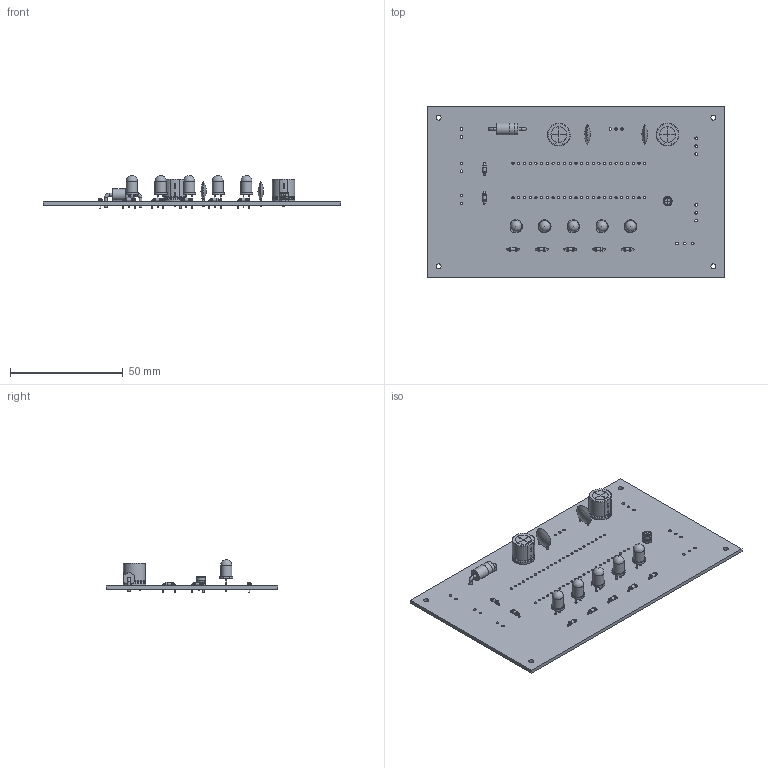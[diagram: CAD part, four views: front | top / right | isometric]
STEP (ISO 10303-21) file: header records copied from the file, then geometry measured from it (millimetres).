
FILE_DESCRIPTION(('KiCad electronic assembly'),'2;1');
FILE_NAME('Stewie_Main.step','2023-05-07T06:03:28',('Pcbnew'),('Kicad'), 'Open CASCADE STEP processor 7.6','KiCad to STEP converter','Unknown' );
FILE_SCHEMA(('AUTOMOTIVE_DESIGN { 1 0 10303 214 1 1 1 1 }'));
Length unit declared in the file: millimetre
Products named in the file (14): Stewie_Main 1; D_DO-201AD_P15.24mm_Horizontal; SOLID; R_Axial_DIN0204_L3.6mm_D1.6mm_P5.08mm_Horizontal; LED_D5.0mm; CP_Radial_D4.0mm_P2.00mm; CP_Radial_D10.0mm_P5.00mm; C_Disc_D9.0mm_W2.5mm_P5.00mm; Stewie_Main PCB
Assembly tree (25 placements, depth 3):
  Stewie_Main 1
    D_DO-201AD_P15.24mm_Horizontal
      SOLID
    R_Axial_DIN0204_L3.6mm_D1.6mm_P5.08mm_Horizontal  x7
      SOLID
    LED_D5.0mm  x5
      SOLID
    CP_Radial_D4.0mm_P2.00mm
      SOLID
    CP_Radial_D10.0mm_P5.00mm  x2
      SOLID
    C_Disc_D9.0mm_W2.5mm_P5.00mm  x2
      SOLID
    Stewie_Main PCB
Bounding box: 132.08 x 76.2 x 14.6 mm (x, y, z)
Volume: 18754.1 mm3; surface area: 24094.3 mm2
Topology: 19 solids, 22 shells, 474 faces, 1080 edges, 696 vertices
Faces by surface type: cylinder 204, plane 193, torus 36, bspline 18, revolution 14, sphere 9
Full cylindrical faces by diameter (mm): 0.3 x2, 0.5 x18, 0.6 x2, 0.7 x18, 0.8 x4, 0.9 x10, 1 x52, 1.1 x3, 1.2 x15, 1.3 x4, 1.44 x7, 1.6 x16, 2.2 x4, 4.9 x5, 5.2 x2, 5.22 x1
Entity records: 23499 total; most frequent: CARTESIAN_POINT 8709, DIRECTION 2497, ORIENTED_EDGE 1332, PCURVE 1332, DEFINITIONAL_REPRESENTATION 1332, LINE 1186, VECTOR 1186, EDGE_CURVE 666
